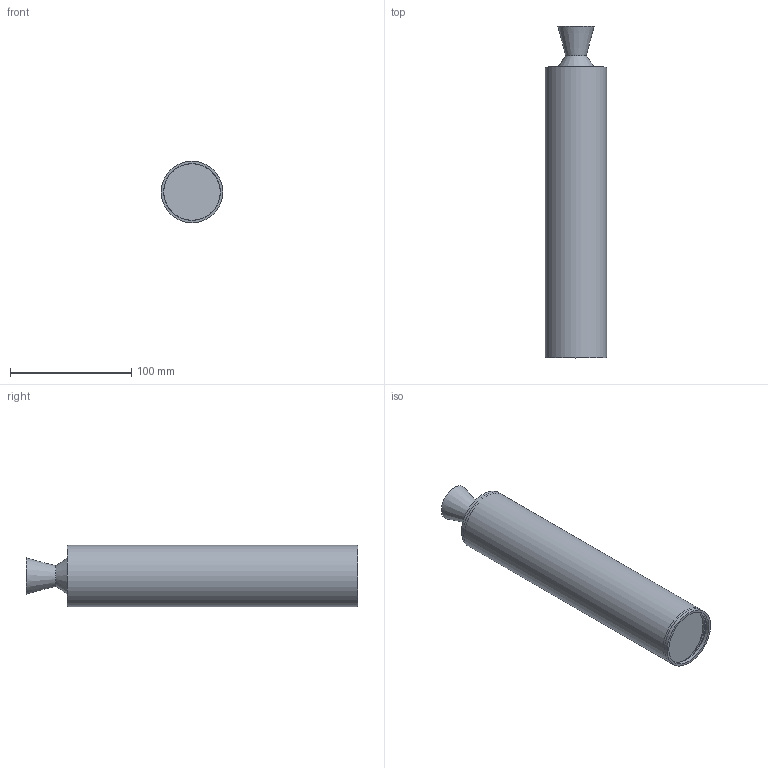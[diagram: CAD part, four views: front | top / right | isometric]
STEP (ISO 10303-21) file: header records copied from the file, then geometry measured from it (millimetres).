
FILE_DESCRIPTION(/* description */ (''),/* implementation_level */ '2;1');
FILE_NAME(/* name */ 'Assembly.stp',/* time_stamp */ '2022-10-07T03:07:14+03:00',/* author */ ('washi'),/* organization */ (''),/* preprocessor_version */ 'ST-DEVELOPER v19',/* originating_system */ 'Autodesk Inventor 2023',/* authorisation */ '');
FILE_SCHEMA (('AUTOMOTIVE_DESIGN { 1 0 10303 214 3 1 1 }'));
Length unit declared in the file: millimetre
Products named in the file (4): Assembly; bulkhead; casing; nozzle
Assembly tree (3 placements, depth 2):
  Assembly
    bulkhead
    casing
    nozzle
Bounding box: 50.8 x 273.81 x 50.8 mm (x, y, z)
Volume: 107865.5 mm3; surface area: 90054.6 mm2
Topology: 3 solids, 3 shells, 24 faces, 36 edges, 23 vertices
Faces by surface type: plane 11, cylinder 8, cone 5
Full cylindrical faces by diameter (mm): 46.8 x5, 50 x2, 50.8 x1
Entity records: 701 total; most frequent: DIRECTION 121, CARTESIAN_POINT 90, ORIENTED_EDGE 72, AXIS2_PLACEMENT_3D 54, EDGE_CURVE 36, EDGE_LOOP 33, FACE_OUTER_BOUND 24, ADVANCED_FACE 24
